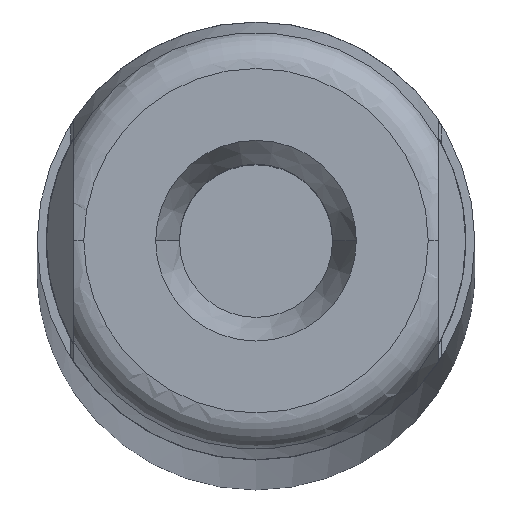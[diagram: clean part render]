
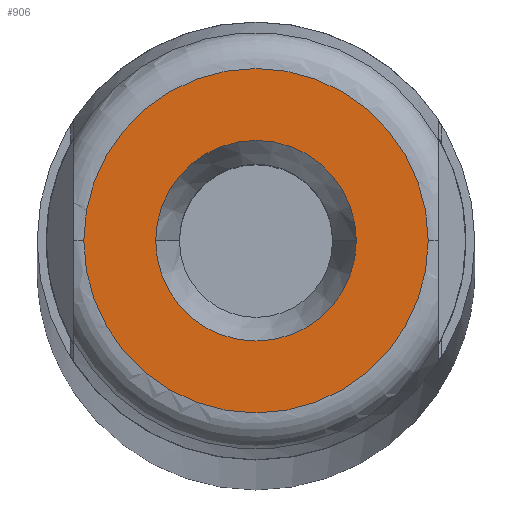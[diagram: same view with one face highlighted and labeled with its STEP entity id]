
A CAD part, top view. The second image highlights one B-rep face of the part: STEP entity #906.
In plain terms, the highlighted planar face has unit normal (0, 0, 1).
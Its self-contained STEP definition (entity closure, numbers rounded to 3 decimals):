
#94 = CARTESIAN_POINT ( 'NONE',  ( 4.72, 0., 0. ) ) ;
#749 = DIRECTION ( 'NONE',  ( 1., 0., 0. ) ) ;
#750 = DIRECTION ( 'NONE',  ( 0., 0., 1. ) ) ;
#751 = CARTESIAN_POINT ( 'NONE',  ( 0., 0., 0. ) ) ;
#752 = AXIS2_PLACEMENT_3D ( 'NONE', #751, #750, #749 ) ;
#753 = CIRCLE ( 'NONE', #752, 4.72 ) ;
#763 = DIRECTION ( 'NONE',  ( 1., 0., 0. ) ) ;
#793 = DIRECTION ( 'NONE',  ( 1., 0., 0. ) ) ;
#794 = DIRECTION ( 'NONE',  ( 0., 0., 1. ) ) ;
#795 = CARTESIAN_POINT ( 'NONE',  ( 0., 0., 0. ) ) ;
#796 = AXIS2_PLACEMENT_3D ( 'NONE', #795, #794, #793 ) ;
#797 = CIRCLE ( 'NONE', #796, 2.75 ) ;
#804 = DIRECTION ( 'NONE',  ( 0., 0., 1. ) ) ;
#805 = CARTESIAN_POINT ( 'NONE',  ( 0., 0., 0. ) ) ;
#806 = AXIS2_PLACEMENT_3D ( 'NONE', #805, #804, #763 ) ;
#807 = CIRCLE ( 'NONE', #806, 4.72 ) ;
#824 = CARTESIAN_POINT ( 'NONE',  ( -4.72, 0., 0. ) ) ;
#859 = VERTEX_POINT ( 'NONE', #1306 ) ;
#875 = EDGE_CURVE ( 'NONE', #859, #876, #1507, .T. ) ;
#876 = VERTEX_POINT ( 'NONE', #1443 ) ;
#906 = ADVANCED_FACE ( 'NONE', ( #1481, #1480 ), #1479, .F. ) ;
#907 = ORIENTED_EDGE ( 'NONE', *, *, #875, .F. ) ;
#908 = ORIENTED_EDGE ( 'NONE', *, *, #984, .T. ) ;
#934 = ORIENTED_EDGE ( 'NONE', *, *, #954, .T. ) ;
#937 = VERTEX_POINT ( 'NONE', #824 ) ;
#954 = EDGE_CURVE ( 'NONE', #937, #1023, #807, .T. ) ;
#965 = EDGE_LOOP ( 'NONE', ( #966, #907 ) ) ;
#966 = ORIENTED_EDGE ( 'NONE', *, *, #967, .F. ) ;
#967 = EDGE_CURVE ( 'NONE', #876, #859, #797, .T. ) ;
#968 = EDGE_LOOP ( 'NONE', ( #908, #934 ) ) ;
#984 = EDGE_CURVE ( 'NONE', #1023, #937, #753, .T. ) ;
#1023 = VERTEX_POINT ( 'NONE', #94 ) ;
#1306 = CARTESIAN_POINT ( 'NONE',  ( -2.75, 0., 0. ) ) ;
#1443 = CARTESIAN_POINT ( 'NONE',  ( 2.75, 0., 0. ) ) ;
#1444 = DIRECTION ( 'NONE',  ( 1., 0., 0. ) ) ;
#1445 = DIRECTION ( 'NONE',  ( 0., 0., 1. ) ) ;
#1446 = CARTESIAN_POINT ( 'NONE',  ( 0., 0., 0. ) ) ;
#1475 = DIRECTION ( 'NONE',  ( -1., 0., 0. ) ) ;
#1476 = DIRECTION ( 'NONE',  ( 0., 0., -1. ) ) ;
#1477 = CARTESIAN_POINT ( 'NONE',  ( 0., 0., 0. ) ) ;
#1478 = AXIS2_PLACEMENT_3D ( 'NONE', #1477, #1476, #1475 ) ;
#1479 = PLANE ( 'NONE',  #1478 ) ;
#1480 = FACE_OUTER_BOUND ( 'NONE', #968, .T. ) ;
#1481 = FACE_BOUND ( 'NONE', #965, .T. ) ;
#1506 = AXIS2_PLACEMENT_3D ( 'NONE', #1446, #1445, #1444 ) ;
#1507 = CIRCLE ( 'NONE', #1506, 2.75 ) ;
